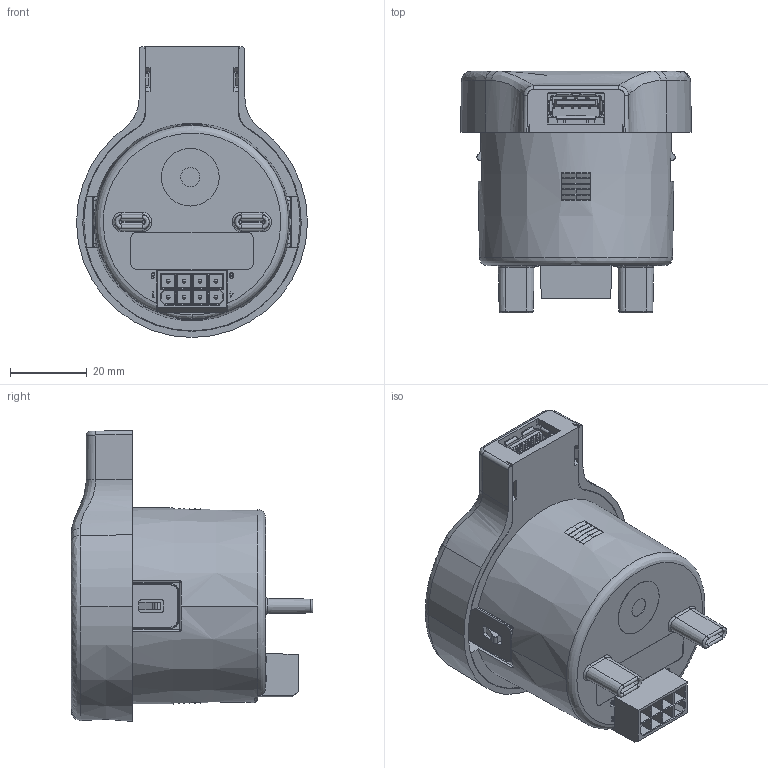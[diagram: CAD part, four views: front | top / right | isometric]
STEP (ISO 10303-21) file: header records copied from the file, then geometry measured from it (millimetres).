
FILE_DESCRIPTION (( 'STEP AP214' ), '1' );
FILE_NAME ('909R.STEP', '2020-04-13T13:49:44', ( '' ), ( '' ), 'SwSTEP 2.0', 'SolidWorks 2018', '' );
FILE_SCHEMA (( 'AUTOMOTIVE_DESIGN' ));
Length unit declared in the file: inch
Products named in the file (1): 909R
Bounding box: 60 x 62.8 x 75.6 mm (x, y, z)
Volume: 115375.5 mm3; surface area: 26745.1 mm2
Topology: 1 solids, 1 shells, 1874 faces, 4965 edges, 3117 vertices
Faces by surface type: plane 1042, cylinder 507, bspline 276, cone 49
Entity records: 92572 total; most frequent: CARTESIAN_POINT 26410, ORIENTED_EDGE 9842, DIRECTION 7409, EDGE_CURVE 4921, LINE 3125, VECTOR 3125, VERTEX_POINT 3117, AXIS2_PLACEMENT_3D 2142
